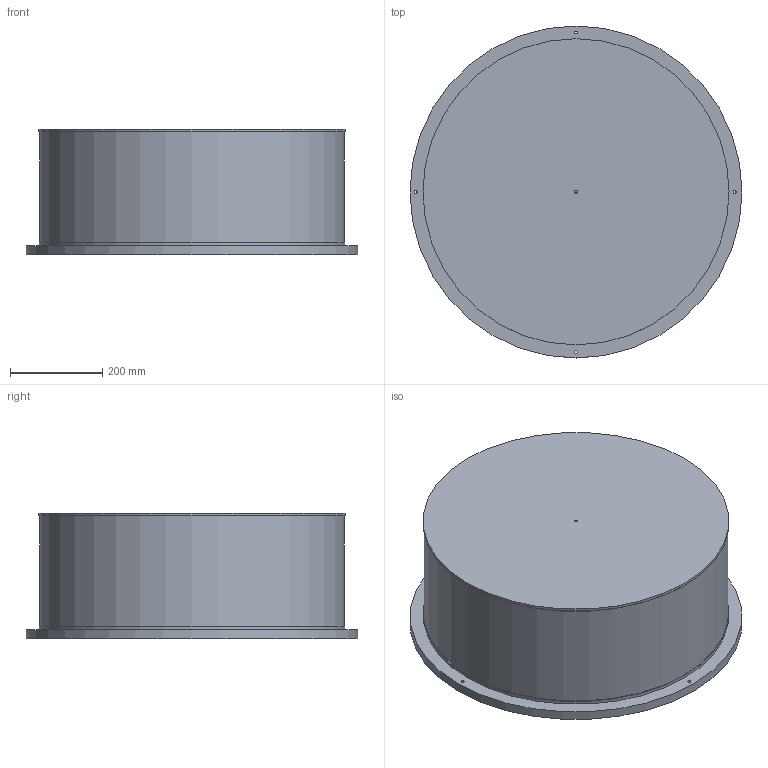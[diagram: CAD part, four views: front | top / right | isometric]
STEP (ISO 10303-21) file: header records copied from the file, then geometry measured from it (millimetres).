
FILE_DESCRIPTION(/* description */ (''),/* implementation_level */ '2;1');
FILE_NAME(/* name */ 'VBF 630 WITH CW BOWL.stp.stp',/* time_stamp */ '2022-01-19T11:30:59+00:00',/* author */ ('Sandfield Engineering'),/* organization */ ('Sandfield Engineering'),/* preprocessor_version */ 'ST-DEVELOPER v18.1',/* originating_system */ 'Autodesk Inventor 2021',/* authorisation */ '');
FILE_SCHEMA (('AUTOMOTIVE_DESIGN { 1 0 10303 214 3 1 1 }'));
Length unit declared in the file: millimetre
Products named in the file (2): VBF 630 WITH CW BOWL.stp; VBF 630.stp
Assembly tree (1 placements, depth 2):
  VBF 630 WITH CW BOWL.stp
    VBF 630.stp
Bounding box: 720 x 720 x 273.01 mm (x, y, z)
Volume: 13627062.3 mm3; surface area: 2564545.8 mm2
Topology: 1 solids, 1 shells, 17 faces, 38 edges, 28 vertices
Faces by surface type: cylinder 10, plane 7
Full cylindrical faces by diameter (mm): 6.35 x5, 656 x1, 660 x1, 662 x1, 664 x1, 720 x1
Entity records: 645 total; most frequent: DIRECTION 106, CARTESIAN_POINT 86, ORIENTED_EDGE 76, AXIS2_PLACEMENT_3D 48, EDGE_CURVE 38, EDGE_LOOP 30, CIRCLE 28, VERTEX_POINT 28
